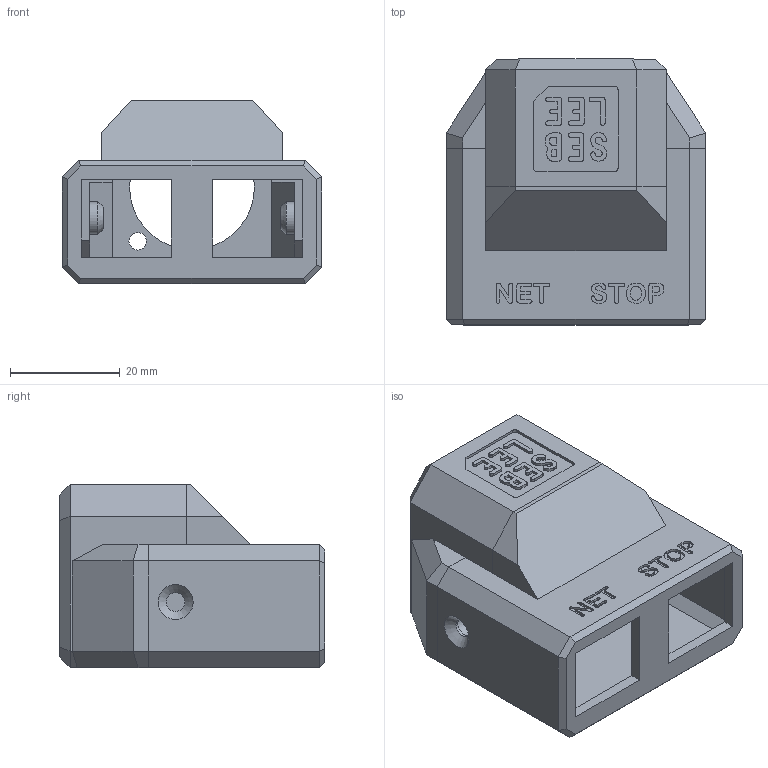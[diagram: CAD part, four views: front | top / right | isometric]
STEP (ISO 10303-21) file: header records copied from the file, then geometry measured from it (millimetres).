
FILE_DESCRIPTION(/* description */ ('','CAx-IF Rec.Pracs.---Representation and Presentation of Product Manufacturing Information (PMI)---4.0---2014-10-13'),/* implementation_level */ '2;1');
FILE_NAME(/* name */ 'NetstopSplitterShort v34.step',/* time_stamp */ '2025-06-06T11:09:51+01:00',/* author */ (''),/* organization */ (''),/* preprocessor_version */ 'ST-DEVELOPER v20',/* originating_system */ 'Autodesk Translation Framework v13.20.0.188',/* authorisation */ '');
FILE_SCHEMA (('AP242_MANAGED_MODEL_BASED_3D_ENGINEERING_MIM_LF { 1 0 10303 442 1 1 4 }'));
Length unit declared in the file: millimetre
Products named in the file (1): NetstopSplitterShort
Bounding box: 47.4 x 48.5 x 33.5 mm (x, y, z)
Volume: 15970.1 mm3; surface area: 17286 mm2
Topology: 2 solids, 2 shells, 700 faces, 1917 edges, 1252 vertices
Faces by surface type: plane 360, bspline 275, cylinder 59, cone 4, sphere 2
Full cylindrical faces by diameter (mm): 3.2 x2, 3.4 x2, 4.1 x2, 22.8 x1
Entity records: 25593 total; most frequent: CARTESIAN_POINT 9854, ORIENTED_EDGE 3834, DIRECTION 2301, EDGE_CURVE 1917, LINE 1263, VECTOR 1263, VERTEX_POINT 1252, EDGE_LOOP 745
